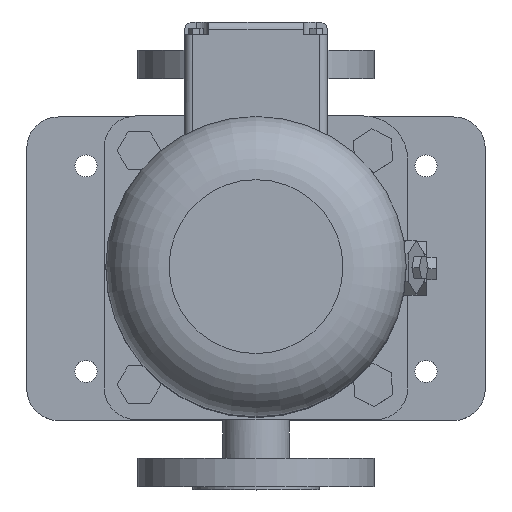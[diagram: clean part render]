
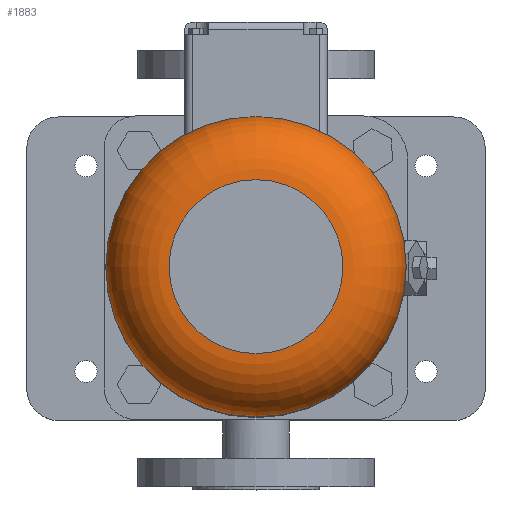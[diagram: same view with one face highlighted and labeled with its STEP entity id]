
A CAD part, top view. The second image highlights one B-rep face of the part: STEP entity #1883.
In plain terms, the highlighted toroidal (fillet/blend) face has major radius 55 mm and minor radius 40 mm.
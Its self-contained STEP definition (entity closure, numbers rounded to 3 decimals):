
#1883=ADVANCED_FACE('',(#5928,#5930),#5932,.T.);
#5928=FACE_OUTER_BOUND('',#5929,.T.);
#5929=EDGE_LOOP('',(#9447));
#5930=FACE_OUTER_BOUND('',#5931,.T.);
#5931=EDGE_LOOP('',(#9448));
#5932=TOROIDAL_SURFACE('',#5933,55.,40.);
#5933=AXIS2_PLACEMENT_3D('',#5934,#5935,#5936);
#5934=CARTESIAN_POINT('',(0.,0.,727.));
#5935=DIRECTION('',(0.,0.,-1.));
#5936=DIRECTION('',(0.,1.,0.));
#9447=ORIENTED_EDGE('',*,*,#11484,.F.);
#9448=ORIENTED_EDGE('',*,*,#11486,.T.);
#11484=EDGE_CURVE('',#13313,#13313,#13314,.T.);
#11486=EDGE_CURVE('',#13317,#13317,#13318,.T.);
#13313=VERTEX_POINT('',#16875);
#13314=CIRCLE('',#16876,95.);
#13317=VERTEX_POINT('',#16885);
#13318=CIRCLE('',#16886,55.);
#16875=CARTESIAN_POINT('',(0.,95.,727.));
#16876=AXIS2_PLACEMENT_3D('',#16877,#16878,#16879);
#16877=CARTESIAN_POINT('',(0.,0.,727.));
#16878=DIRECTION('',(0.,0.,-1.));
#16879=DIRECTION('',(0.,1.,0.));
#16885=CARTESIAN_POINT('',(0.,55.,767.));
#16886=AXIS2_PLACEMENT_3D('',#16887,#16888,#16889);
#16887=CARTESIAN_POINT('',(0.,0.,767.));
#16888=DIRECTION('',(0.,0.,-1.));
#16889=DIRECTION('',(0.,1.,0.));
